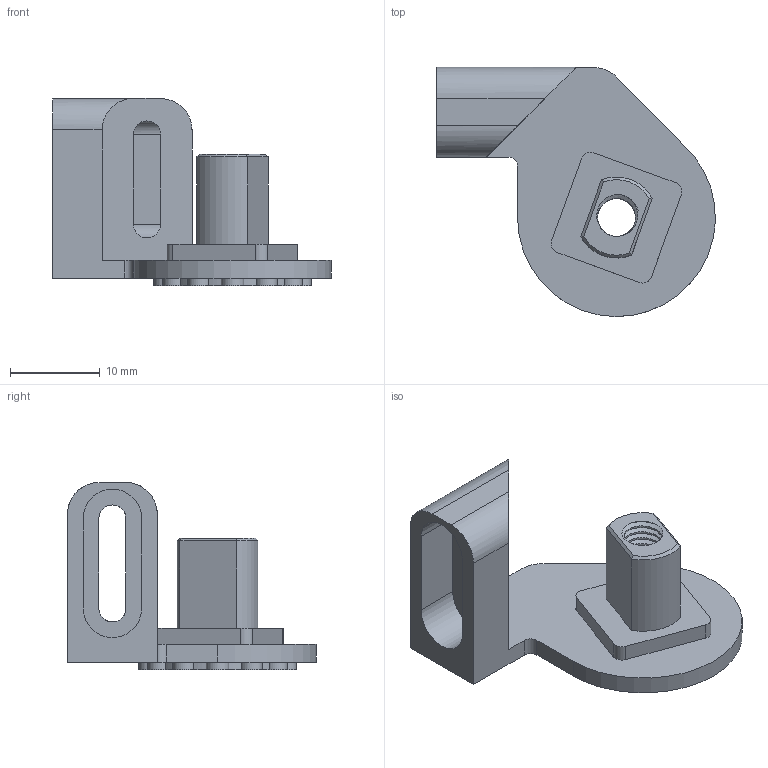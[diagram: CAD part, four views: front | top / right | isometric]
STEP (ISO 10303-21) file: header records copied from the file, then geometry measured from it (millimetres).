
FILE_DESCRIPTION(/* description */ (''),/* implementation_level */ '2;1');
FILE_NAME(/* name */ 'shifter_part2_Gauche_v2_OK.step',/* time_stamp */ '2021-03-22T10:24:30+01:00',/* author */ (''),/* organization */ (''),/* preprocessor_version */ 'ST-DEVELOPER v18.1',/* originating_system */ 'Autodesk Translation Framework v9.10.0.1330',/* authorisation */ '');
FILE_SCHEMA (('AUTOMOTIVE_DESIGN { 1 0 10303 214 3 1 1 }'));
Length unit declared in the file: millimetre
Products named in the file (1): shifter_part2_Gauche_v2
Bounding box: 31 x 27.67 x 20.8 mm (x, y, z)
Volume: 2929.6 mm3; surface area: 3056.8 mm2
Topology: 1 solids, 1 shells, 99 faces, 273 edges, 180 vertices
Faces by surface type: cylinder 67, plane 28, bspline 2, cone 2
Full cylindrical faces by diameter (mm): 4.234 x8, 5 x1, 5.12 x2
Entity records: 4905 total; most frequent: CARTESIAN_POINT 2384, ORIENTED_EDGE 546, DIRECTION 493, EDGE_CURVE 273, AXIS2_PLACEMENT_3D 186, VERTEX_POINT 180, LINE 121, VECTOR 121
